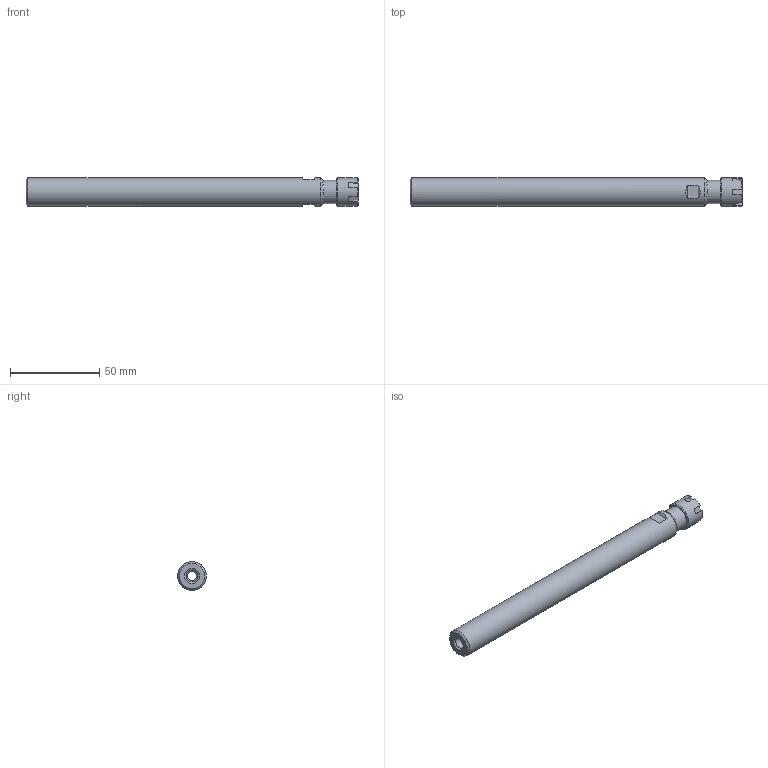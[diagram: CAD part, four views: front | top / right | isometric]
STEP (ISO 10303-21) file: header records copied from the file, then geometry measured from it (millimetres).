
FILE_DESCRIPTION(/* description */ (''),/* implementation_level */ '2;1');
FILE_NAME(/* name */ 'C16-ER11M-165.stp',/* time_stamp */ '2023-03-31T10:50:08+08:00',/* author */ ('Administrator'),/* organization */ (''),/* preprocessor_version */ 'ST-DEVELOPER v18.1',/* originating_system */ 'Autodesk Inventor 2022',/* authorisation */ '');
FILE_SCHEMA (('AUTOMOTIVE_DESIGN { 1 0 10303 214 3 1 1 }'));
Length unit declared in the file: millimetre
Products named in the file (3): C16-ER11M-165; C16-ER11M-165_1; 351100000
Assembly tree (2 placements, depth 2):
  C16-ER11M-165
    C16-ER11M-165_1
    351100000
Bounding box: 186 x 16 x 16 mm (x, y, z)
Volume: 31590.7 mm3; surface area: 13452 mm2
Topology: 2 solids, 2 shells, 60 faces, 149 edges, 97 vertices
Faces by surface type: plane 30, cone 15, cylinder 10, torus 5
Full cylindrical faces by diameter (mm): 5 x1, 6.5 x1, 7.5 x1, 9 x1, 10.44 x1, 12.188 x1, 13 x1, 13.3 x1, 16 x2
Entity records: 1977 total; most frequent: CARTESIAN_POINT 347, DIRECTION 335, ORIENTED_EDGE 298, EDGE_CURVE 149, AXIS2_PLACEMENT_3D 133, VERTEX_POINT 97, LINE 69, VECTOR 69
